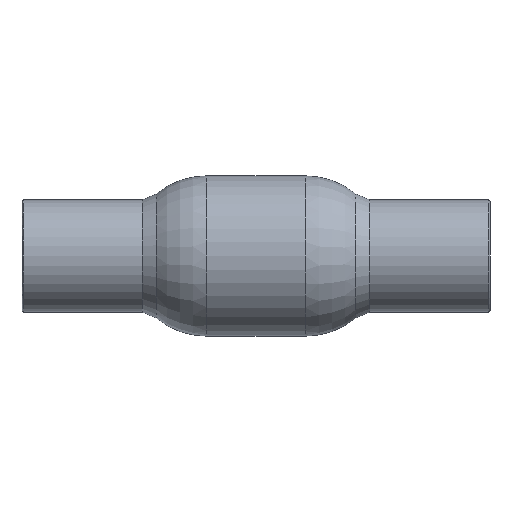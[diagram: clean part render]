
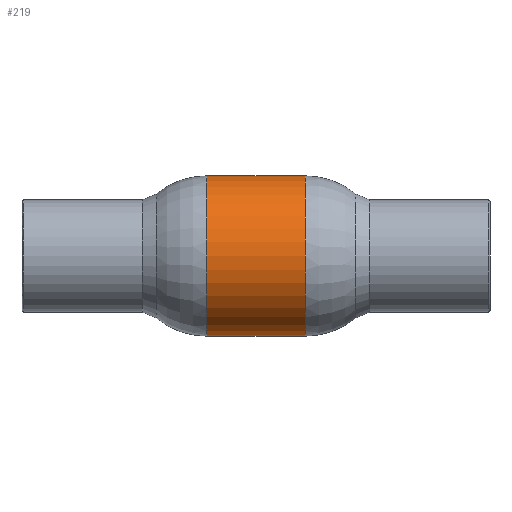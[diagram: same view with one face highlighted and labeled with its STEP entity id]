
A CAD part, front view. The second image highlights one B-rep face of the part: STEP entity #219.
In plain terms, the highlighted cylindrical face has radius 63.5 mm (diameter 127 mm), a partial arc.
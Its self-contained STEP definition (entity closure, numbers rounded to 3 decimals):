
#22 = VERTEX_POINT ( 'NONE', #784 ) ;
#23 = VERTEX_POINT ( 'NONE', #968 ) ;
#25 = EDGE_CURVE ( 'NONE', #22, #44, #967, .T. ) ;
#43 = VERTEX_POINT ( 'NONE', #5292 ) ;
#44 = VERTEX_POINT ( 'NONE', #5291 ) ;
#143 = EDGE_CURVE ( 'NONE', #23, #43, #1151, .T. ) ;
#215 = EDGE_CURVE ( 'NONE', #44, #43, #1199, .T. ) ;
#217 = ORIENTED_EDGE ( 'NONE', *, *, #215, .F. ) ;
#218 = ORIENTED_EDGE ( 'NONE', *, *, #25, .F. ) ;
#219 = ADVANCED_FACE ( 'NONE', ( #1382 ), #1277, .T. ) ;
#220 = ORIENTED_EDGE ( 'NONE', *, *, #228, .T. ) ;
#224 = ORIENTED_EDGE ( 'NONE', *, *, #143, .T. ) ;
#227 = EDGE_LOOP ( 'NONE', ( #218, #220, #224, #217 ) ) ;
#228 = EDGE_CURVE ( 'NONE', #22, #23, #1229, .T. ) ;
#784 = CARTESIAN_POINT ( 'NONE',  ( 39.099, 0., -63.5 ) ) ;
#959 = DIRECTION ( 'NONE',  ( -1., 0., 0. ) ) ;
#960 = VECTOR ( 'NONE', #959, 1000. ) ;
#961 = CARTESIAN_POINT ( 'NONE',  ( -46.058, 0., -63.5 ) ) ;
#967 = LINE ( 'NONE', #961, #960 ) ;
#968 = CARTESIAN_POINT ( 'NONE',  ( 39.099, 0., 63.5 ) ) ;
#1148 = DIRECTION ( 'NONE',  ( -1., 0., 0. ) ) ;
#1149 = VECTOR ( 'NONE', #1148, 1000. ) ;
#1150 = CARTESIAN_POINT ( 'NONE',  ( -46.058, 0., 63.5 ) ) ;
#1151 = LINE ( 'NONE', #1150, #1149 ) ;
#1192 = DIRECTION ( 'NONE',  ( -1., 0., 0. ) ) ;
#1193 = CARTESIAN_POINT ( 'NONE',  ( -39.099, 0., 0. ) ) ;
#1194 = AXIS2_PLACEMENT_3D ( 'NONE', #1193, #1192, #1313 ) ;
#1199 = CIRCLE ( 'NONE', #1194, 63.5 ) ;
#1225 = DIRECTION ( 'NONE',  ( 0., 0., 1. ) ) ;
#1226 = DIRECTION ( 'NONE',  ( -1., 0., 0. ) ) ;
#1227 = CARTESIAN_POINT ( 'NONE',  ( 39.099, 0., 0. ) ) ;
#1228 = AXIS2_PLACEMENT_3D ( 'NONE', #1227, #1226, #1225 ) ;
#1229 = CIRCLE ( 'NONE', #1228, 63.5 ) ;
#1231 = DIRECTION ( 'NONE',  ( 0., 0., 1. ) ) ;
#1232 = DIRECTION ( 'NONE',  ( -1., 0., 0. ) ) ;
#1275 = CARTESIAN_POINT ( 'NONE',  ( -46.058, 0., 0. ) ) ;
#1276 = AXIS2_PLACEMENT_3D ( 'NONE', #1275, #1232, #1231 ) ;
#1277 = CYLINDRICAL_SURFACE ( 'NONE', #1276, 63.5 ) ;
#1313 = DIRECTION ( 'NONE',  ( 0., 0., 1. ) ) ;
#1382 = FACE_OUTER_BOUND ( 'NONE', #227, .T. ) ;
#5291 = CARTESIAN_POINT ( 'NONE',  ( -39.099, 0., -63.5 ) ) ;
#5292 = CARTESIAN_POINT ( 'NONE',  ( -39.099, 0., 63.5 ) ) ;
